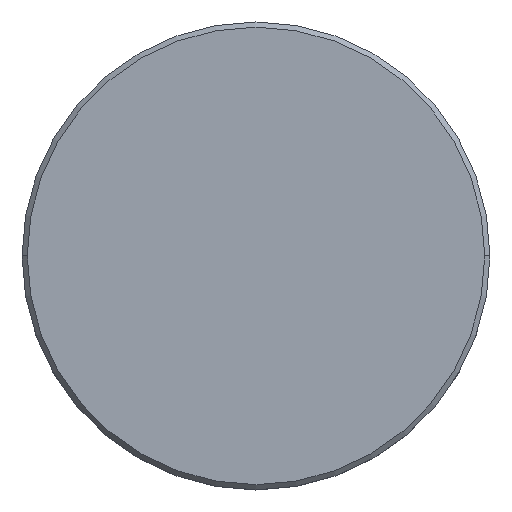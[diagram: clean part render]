
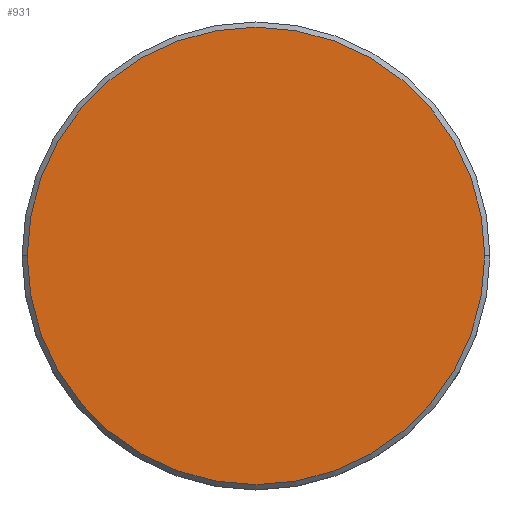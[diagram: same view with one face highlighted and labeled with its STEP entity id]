
A CAD part, top view. The second image highlights one B-rep face of the part: STEP entity #931.
In plain terms, the highlighted planar face has unit normal (0, 0, 1).
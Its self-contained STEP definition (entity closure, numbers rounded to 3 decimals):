
#21 = DIRECTION ( 'NONE',  ( 1., 0., 0. ) ) ;
#221 = DIRECTION ( 'NONE',  ( 0., 0., 1. ) ) ;
#229 = VERTEX_POINT ( 'NONE', #914 ) ;
#276 = ORIENTED_EDGE ( 'NONE', *, *, #590, .T. ) ;
#407 = DIRECTION ( 'NONE',  ( 1., 0., 0. ) ) ;
#417 = CARTESIAN_POINT ( 'NONE',  ( 22., 0., 0. ) ) ;
#467 = EDGE_LOOP ( 'NONE', ( #677, #276 ) ) ;
#480 = CIRCLE ( 'NONE', #1143, 22. ) ;
#483 = CARTESIAN_POINT ( 'NONE',  ( 0., 0., 0. ) ) ;
#501 = FACE_OUTER_BOUND ( 'NONE', #467, .T. ) ;
#509 = CARTESIAN_POINT ( 'NONE',  ( 0., 0., 0. ) ) ;
#535 = CIRCLE ( 'NONE', #683, 22. ) ;
#588 = DIRECTION ( 'NONE',  ( 0., 0., 1. ) ) ;
#590 = EDGE_CURVE ( 'NONE', #1024, #229, #535, .T. ) ;
#676 = CARTESIAN_POINT ( 'NONE',  ( 0., 0., 0. ) ) ;
#677 = ORIENTED_EDGE ( 'NONE', *, *, #900, .T. ) ;
#683 = AXIS2_PLACEMENT_3D ( 'NONE', #676, #1033, #407 ) ;
#772 = AXIS2_PLACEMENT_3D ( 'NONE', #509, #221, #21 ) ;
#780 = DIRECTION ( 'NONE',  ( 1., 0., 0. ) ) ;
#869 = PLANE ( 'NONE',  #772 ) ;
#900 = EDGE_CURVE ( 'NONE', #229, #1024, #480, .T. ) ;
#914 = CARTESIAN_POINT ( 'NONE',  ( -22., 0., 0. ) ) ;
#931 = ADVANCED_FACE ( 'NONE', ( #501 ), #869, .T. ) ;
#1024 = VERTEX_POINT ( 'NONE', #417 ) ;
#1033 = DIRECTION ( 'NONE',  ( 0., 0., 1. ) ) ;
#1143 = AXIS2_PLACEMENT_3D ( 'NONE', #483, #588, #780 ) ;
